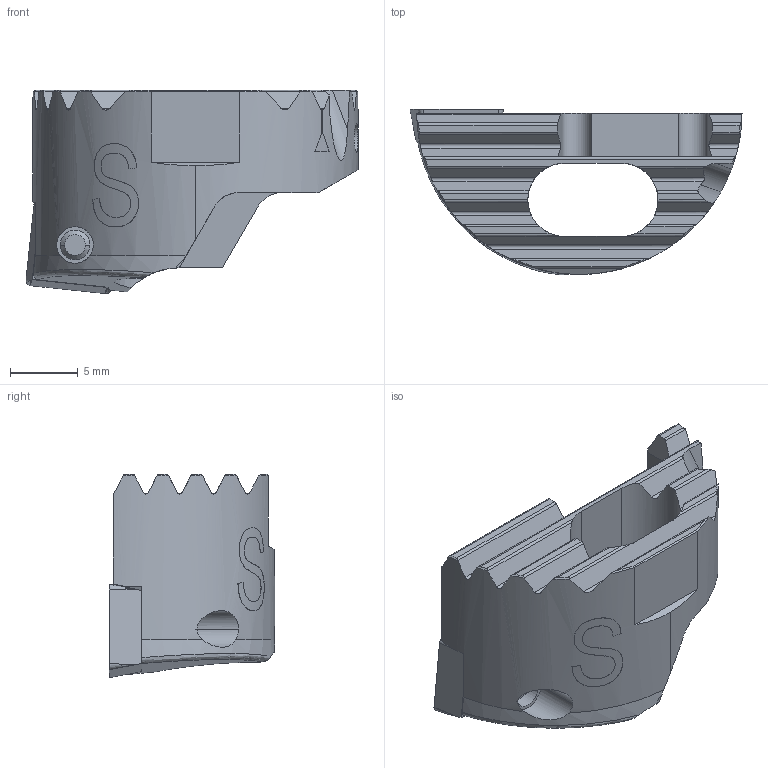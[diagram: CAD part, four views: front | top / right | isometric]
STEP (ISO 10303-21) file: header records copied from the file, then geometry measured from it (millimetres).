
FILE_DESCRIPTION(('no description'),'unknown implementation level');
FILE_NAME('8EC966CC-CFC8-4A61-B8ED-3810B4D0B32D_export.stp',' ',('CIMSOURCE GmbH'),('CADClick - KiM GmbH - www.kimweb.de'),'unknown preprocess','ACIS','unknown authorization');
FILE_SCHEMA(('automotive_design'));
Length unit declared in the file: millimetre
Products named in the file (3): 639.121 Kaiser 25-33 SW25 SP06 S|694.122 Kaiser ETL M2.5x6.5 T7 IP 10S_309.301;Kreismuster1; 639.121 Kaiser 25-33 SW25 SP06 S|639.121 Kaiser 25-33 SW25 SP06 S;Marke hinten; 639.121 Kaiser 25-33 SW25 SP06 S|654.152 Kaiser SPMT 060204 K20C;Kombinieren1
Bounding box: 24.5 x 12.18 x 15 mm (x, y, z)
Volume: 1461.7 mm3; surface area: 1673.6 mm2
Topology: 3 solids, 3 shells, 205 faces, 573 edges, 372 vertices
Faces by surface type: cylinder 72, plane 72, bspline 30, cone 27, torus 4
Entity records: 16810 total; most frequent: CARTESIAN_POINT 5346, STYLED_ITEM 1149, PRESENTATION_STYLE_ASSIGNMENT 1149, COLOUR_RGB 1149, ORIENTED_EDGE 1138, DIRECTION 963, EDGE_CURVE 569, CURVE_STYLE 569
